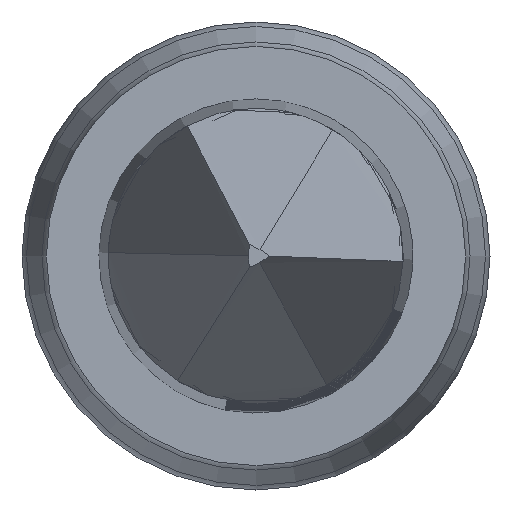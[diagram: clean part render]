
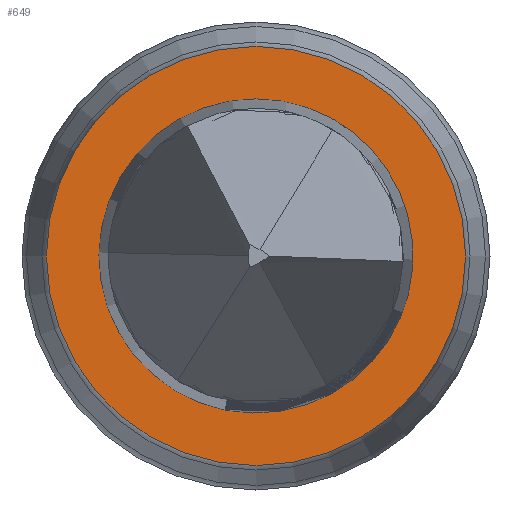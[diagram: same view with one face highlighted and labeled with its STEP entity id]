
A CAD part, left-side view. The second image highlights one B-rep face of the part: STEP entity #649.
In plain terms, the highlighted planar face has unit normal (-1, 0, 0).
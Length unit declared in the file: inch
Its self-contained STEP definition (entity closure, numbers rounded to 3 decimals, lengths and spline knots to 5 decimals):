
#9 = CARTESIAN_POINT ( 'NONE',  ( 0., 0., 0. ) ) ;
#213 = CIRCLE ( 'NONE', #853, 0.01349 ) ;
#302 = DIRECTION ( 'NONE',  ( -1., 0., 0. ) ) ;
#307 = VERTEX_POINT ( 'NONE', #405 ) ;
#319 = FACE_BOUND ( 'NONE', #1498, .T. ) ;
#405 = CARTESIAN_POINT ( 'NONE',  ( 0., 0., 0.01349 ) ) ;
#438 = DIRECTION ( 'NONE',  ( 0., -1., 0. ) ) ;
#519 = DIRECTION ( 'NONE',  ( 0., 0., 1. ) ) ;
#649 = ADVANCED_FACE ( 'NONE', ( #319, #1572 ), #816, .T. ) ;
#713 = EDGE_CURVE ( 'NONE', #1421, #1421, #771, .T. ) ;
#771 = CIRCLE ( 'NONE', #877, 0.018 ) ;
#792 = ORIENTED_EDGE ( 'NONE', *, *, #713, .T. ) ;
#816 = PLANE ( 'NONE',  #1586 ) ;
#834 = DIRECTION ( 'NONE',  ( -1., 0., 0. ) ) ;
#851 = EDGE_LOOP ( 'NONE', ( #792 ) ) ;
#853 = AXIS2_PLACEMENT_3D ( 'NONE', #9, #1373, #519 ) ;
#877 = AXIS2_PLACEMENT_3D ( 'NONE', #946, #302, #438 ) ;
#946 = CARTESIAN_POINT ( 'NONE',  ( 0., 0., 0. ) ) ;
#981 = EDGE_CURVE ( 'NONE', #307, #307, #213, .T. ) ;
#1009 = ORIENTED_EDGE ( 'NONE', *, *, #981, .T. ) ;
#1306 = CARTESIAN_POINT ( 'NONE',  ( 0., -0.018, 0. ) ) ;
#1317 = CARTESIAN_POINT ( 'NONE',  ( 0., 0., 0.018 ) ) ;
#1338 = DIRECTION ( 'NONE',  ( 0., -1., 0. ) ) ;
#1373 = DIRECTION ( 'NONE',  ( 1., 0., 0. ) ) ;
#1421 = VERTEX_POINT ( 'NONE', #1306 ) ;
#1498 = EDGE_LOOP ( 'NONE', ( #1009 ) ) ;
#1572 = FACE_OUTER_BOUND ( 'NONE', #851, .T. ) ;
#1586 = AXIS2_PLACEMENT_3D ( 'NONE', #1317, #834, #1338 ) ;
